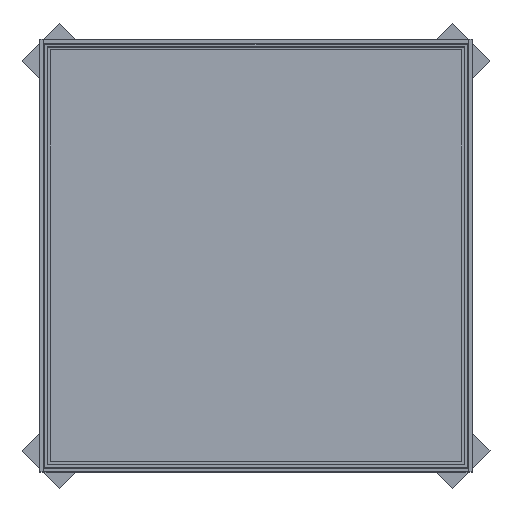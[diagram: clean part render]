
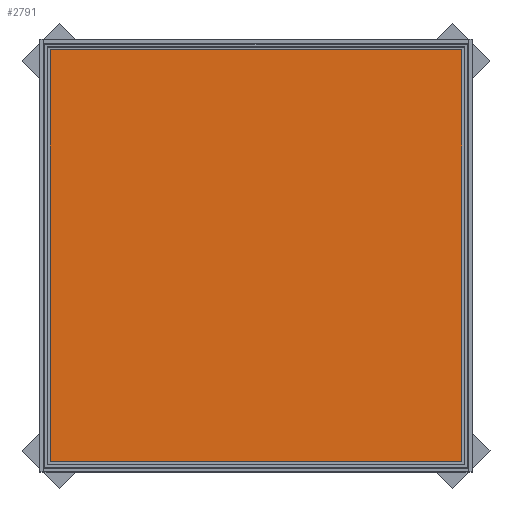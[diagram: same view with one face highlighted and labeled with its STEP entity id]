
A CAD part, top view. The second image highlights one B-rep face of the part: STEP entity #2791.
In plain terms, the highlighted face is planar.
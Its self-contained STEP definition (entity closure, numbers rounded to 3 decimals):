
#36 = VERTEX_POINT ( 'NONE', #1938 ) ;
#228 = DIRECTION ( 'NONE',  ( -1., 0., 0. ) ) ;
#411 = ORIENTED_EDGE ( 'NONE', *, *, #1260, .F. ) ;
#676 = LINE ( 'NONE', #1094, #4056 ) ;
#728 = DIRECTION ( 'NONE',  ( 1., 0., 0. ) ) ;
#1039 = CARTESIAN_POINT ( 'NONE',  ( -115.5, -115.5, 0. ) ) ;
#1070 = VERTEX_POINT ( 'NONE', #4802 ) ;
#1094 = CARTESIAN_POINT ( 'NONE',  ( -115.5, 115.5, 0. ) ) ;
#1214 = CARTESIAN_POINT ( 'NONE',  ( 115.5, 115.5, 0. ) ) ;
#1231 = LINE ( 'NONE', #5323, #3478 ) ;
#1243 = VECTOR ( 'NONE', #4647, 1000. ) ;
#1260 = EDGE_CURVE ( 'NONE', #36, #1070, #676, .T. ) ;
#1872 = LINE ( 'NONE', #1039, #2288 ) ;
#1938 = CARTESIAN_POINT ( 'NONE',  ( -115.5, 115.5, 0. ) ) ;
#1944 = EDGE_CURVE ( 'NONE', #5214, #36, #1231, .T. ) ;
#1973 = PLANE ( 'NONE',  #4913 ) ;
#2084 = ORIENTED_EDGE ( 'NONE', *, *, #2233, .F. ) ;
#2233 = EDGE_CURVE ( 'NONE', #3327, #5214, #3993, .T. ) ;
#2286 = DIRECTION ( 'NONE',  ( 1., 0., 0. ) ) ;
#2288 = VECTOR ( 'NONE', #2286, 1000. ) ;
#2493 = CARTESIAN_POINT ( 'NONE',  ( 115.5, 115.5, 0. ) ) ;
#2791 = ADVANCED_FACE ( 'NONE', ( #3850 ), #1973, .F. ) ;
#2830 = CARTESIAN_POINT ( 'NONE',  ( -115.5, -115.5, 0. ) ) ;
#3120 = ORIENTED_EDGE ( 'NONE', *, *, #3508, .F. ) ;
#3263 = DIRECTION ( 'NONE',  ( 0., 0., 1. ) ) ;
#3327 = VERTEX_POINT ( 'NONE', #4100 ) ;
#3478 = VECTOR ( 'NONE', #228, 1000. ) ;
#3508 = EDGE_CURVE ( 'NONE', #1070, #3327, #1872, .T. ) ;
#3850 = FACE_OUTER_BOUND ( 'NONE', #5327, .T. ) ;
#3993 = LINE ( 'NONE', #2493, #1243 ) ;
#4053 = DIRECTION ( 'NONE',  ( 0., -1., 0. ) ) ;
#4056 = VECTOR ( 'NONE', #4053, 1000. ) ;
#4100 = CARTESIAN_POINT ( 'NONE',  ( 115.5, -115.5, 0. ) ) ;
#4443 = ORIENTED_EDGE ( 'NONE', *, *, #1944, .F. ) ;
#4647 = DIRECTION ( 'NONE',  ( 0., 1., 0. ) ) ;
#4802 = CARTESIAN_POINT ( 'NONE',  ( -115.5, -115.5, 0. ) ) ;
#4913 = AXIS2_PLACEMENT_3D ( 'NONE', #2830, #3263, #728 ) ;
#5214 = VERTEX_POINT ( 'NONE', #1214 ) ;
#5323 = CARTESIAN_POINT ( 'NONE',  ( -115.5, 115.5, 0. ) ) ;
#5327 = EDGE_LOOP ( 'NONE', ( #411, #4443, #2084, #3120 ) ) ;
